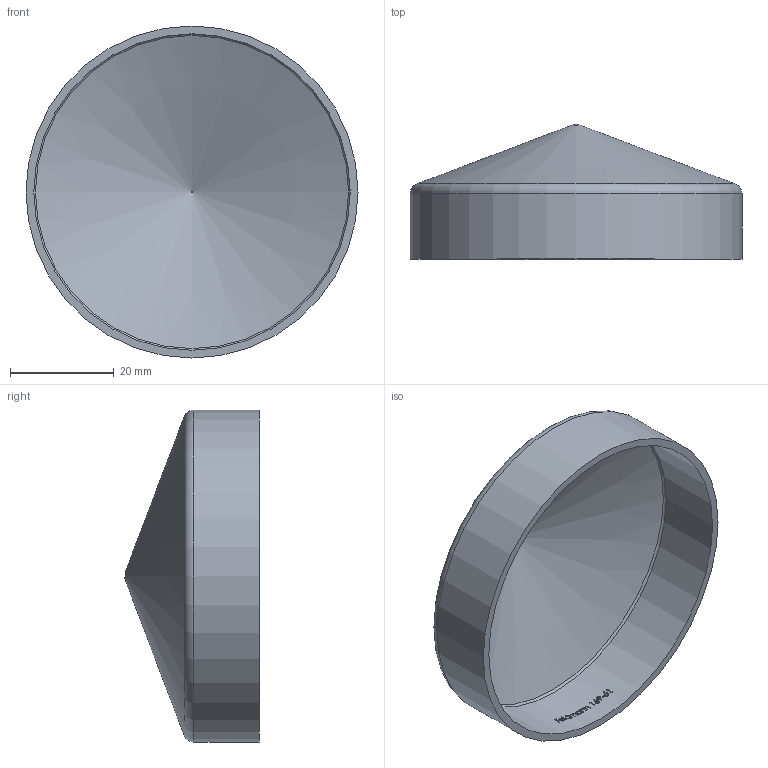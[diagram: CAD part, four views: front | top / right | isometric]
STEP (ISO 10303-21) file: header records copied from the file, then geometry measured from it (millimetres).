
FILE_DESCRIPTION (( 'STEP AP203' ), '1' );
FILE_NAME ('169-61.step', '2019-10-17T15:00:21', ( '' ), ( '' ), 'SwSTEP 2.0', 'SolidWorks 2015', '' );
FILE_SCHEMA (( 'CONFIG_CONTROL_DESIGN' ));
Length unit declared in the file: millimetre
Products named in the file (2): 169-61
Bounding box: 64 x 25.99 x 64 mm (x, y, z)
Volume: 8832.5 mm3; surface area: 12083.7 mm2
Topology: 1 solids, 1 shells, 183 faces, 476 edges, 316 vertices
Faces by surface type: plane 80, bspline 75, cylinder 22, torus 2, cone 2, sphere 2
Full cylindrical faces by diameter (mm): 61 x1, 64 x1
Entity records: 8629 total; most frequent: CARTESIAN_POINT 4524, ORIENTED_EDGE 940, DIRECTION 586, EDGE_CURVE 470, VERTEX_POINT 316, VECTOR 226, LINE 226, EDGE_LOOP 210
